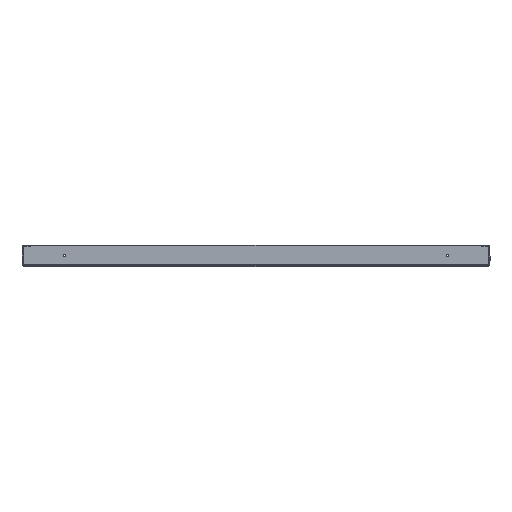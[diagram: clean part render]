
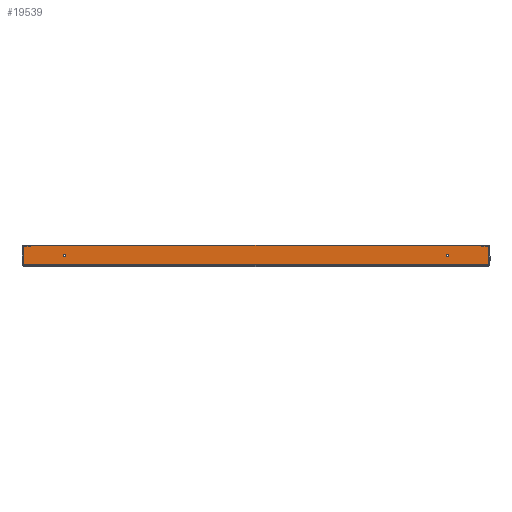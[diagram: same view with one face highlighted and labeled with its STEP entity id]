
A CAD part, front view. The second image highlights one B-rep face of the part: STEP entity #19539.
In plain terms, the highlighted planar face has unit normal (0, -1, 0).
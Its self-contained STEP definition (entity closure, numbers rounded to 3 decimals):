
#77 = CARTESIAN_POINT ( 'NONE',  ( 450., -900., 23.5 ) ) ;
#439 = AXIS2_PLACEMENT_3D ( 'NONE', #21924, #2051, #9017 ) ;
#615 = DIRECTION ( 'NONE',  ( 0., 0., 1. ) ) ;
#815 = EDGE_CURVE ( 'NONE', #25885, #24937, #3450, .T. ) ;
#1824 = FACE_BOUND ( 'NONE', #14916, .T. ) ;
#1875 = ORIENTED_EDGE ( 'NONE', *, *, #24621, .F. ) ;
#1894 = CARTESIAN_POINT ( 'NONE',  ( 546.929, -900., 3. ) ) ;
#2051 = DIRECTION ( 'NONE',  ( 0., 1., 0. ) ) ;
#2783 = CIRCLE ( 'NONE', #19003, 3. ) ;
#2924 = EDGE_CURVE ( 'NONE', #9824, #7004, #6242, .T. ) ;
#3222 = DIRECTION ( 'NONE',  ( -1., 0., 0. ) ) ;
#3450 = CIRCLE ( 'NONE', #15517, 1. ) ;
#3481 = VECTOR ( 'NONE', #3222, 1000. ) ;
#3886 = CARTESIAN_POINT ( 'NONE',  ( -550., -900., 3. ) ) ;
#4130 = CIRCLE ( 'NONE', #25416, 1. ) ;
#4963 = EDGE_CURVE ( 'NONE', #15512, #8467, #10700, .T. ) ;
#5350 = CARTESIAN_POINT ( 'NONE',  ( -450., -900., 20.5 ) ) ;
#5521 = VERTEX_POINT ( 'NONE', #11585 ) ;
#5543 = CIRCLE ( 'NONE', #439, 3. ) ;
#5971 = LINE ( 'NONE', #24641, #17960 ) ;
#6242 = CIRCLE ( 'NONE', #8550, 3. ) ;
#6478 = CARTESIAN_POINT ( 'NONE',  ( 545.929, -900., 47. ) ) ;
#6508 = DIRECTION ( 'NONE',  ( 0., -1., 0. ) ) ;
#7004 = VERTEX_POINT ( 'NONE', #5350 ) ;
#7119 = EDGE_CURVE ( 'NONE', #7944, #5521, #2783, .T. ) ;
#7480 = EDGE_CURVE ( 'NONE', #19755, #11740, #4130, .T. ) ;
#7944 = VERTEX_POINT ( 'NONE', #26688 ) ;
#8040 = ORIENTED_EDGE ( 'NONE', *, *, #2924, .T. ) ;
#8210 = DIRECTION ( 'NONE',  ( 0., 0., 1. ) ) ;
#8387 = CARTESIAN_POINT ( 'NONE',  ( -545.929, -900., 46. ) ) ;
#8467 = VERTEX_POINT ( 'NONE', #12833 ) ;
#8550 = AXIS2_PLACEMENT_3D ( 'NONE', #27652, #16769, #10092 ) ;
#8868 = ORIENTED_EDGE ( 'NONE', *, *, #7119, .T. ) ;
#9017 = DIRECTION ( 'NONE',  ( 0., 0., 1. ) ) ;
#9178 = DIRECTION ( 'NONE',  ( 0., 1., 0. ) ) ;
#9655 = CARTESIAN_POINT ( 'NONE',  ( -450., -900., 26.5 ) ) ;
#9759 = EDGE_LOOP ( 'NONE', ( #26495, #8868 ) ) ;
#9824 = VERTEX_POINT ( 'NONE', #9655 ) ;
#10092 = DIRECTION ( 'NONE',  ( 0., 0., 1. ) ) ;
#10295 = EDGE_CURVE ( 'NONE', #5521, #7944, #5543, .T. ) ;
#10700 = LINE ( 'NONE', #3886, #10887 ) ;
#10887 = VECTOR ( 'NONE', #15342, 1000. ) ;
#11067 = DIRECTION ( 'NONE',  ( 0., 0., 1. ) ) ;
#11585 = CARTESIAN_POINT ( 'NONE',  ( 450., -900., 26.5 ) ) ;
#11740 = VERTEX_POINT ( 'NONE', #6478 ) ;
#12038 = ORIENTED_EDGE ( 'NONE', *, *, #24299, .T. ) ;
#12277 = CARTESIAN_POINT ( 'NONE',  ( 0., -900., 0. ) ) ;
#12833 = CARTESIAN_POINT ( 'NONE',  ( -546.929, -900., 3. ) ) ;
#13696 = AXIS2_PLACEMENT_3D ( 'NONE', #12277, #23436, #8210 ) ;
#13807 = CARTESIAN_POINT ( 'NONE',  ( -450., -900., 23.5 ) ) ;
#14276 = CARTESIAN_POINT ( 'NONE',  ( 546.929, -900., 46. ) ) ;
#14460 = ORIENTED_EDGE ( 'NONE', *, *, #7480, .T. ) ;
#14729 = FACE_BOUND ( 'NONE', #9759, .T. ) ;
#14839 = LINE ( 'NONE', #26153, #22087 ) ;
#14916 = EDGE_LOOP ( 'NONE', ( #8040, #19911 ) ) ;
#15342 = DIRECTION ( 'NONE',  ( -1., 0., 0. ) ) ;
#15512 = VERTEX_POINT ( 'NONE', #1894 ) ;
#15517 = AXIS2_PLACEMENT_3D ( 'NONE', #8387, #6508, #16714 ) ;
#16475 = ORIENTED_EDGE ( 'NONE', *, *, #4963, .F. ) ;
#16714 = DIRECTION ( 'NONE',  ( 0., 0., 1. ) ) ;
#16769 = DIRECTION ( 'NONE',  ( 0., 1., 0. ) ) ;
#17409 = EDGE_CURVE ( 'NONE', #11740, #25885, #23100, .T. ) ;
#17482 = DIRECTION ( 'NONE',  ( 0., 1., 0. ) ) ;
#17633 = DIRECTION ( 'NONE',  ( 0., 0., 1. ) ) ;
#17960 = VECTOR ( 'NONE', #18002, 1000. ) ;
#18002 = DIRECTION ( 'NONE',  ( 0., 0., 1. ) ) ;
#19003 = AXIS2_PLACEMENT_3D ( 'NONE', #77, #17482, #17633 ) ;
#19539 = ADVANCED_FACE ( 'NONE', ( #1824, #14729, #28231 ), #21559, .F. ) ;
#19755 = VERTEX_POINT ( 'NONE', #14276 ) ;
#19911 = ORIENTED_EDGE ( 'NONE', *, *, #24417, .T. ) ;
#20148 = ORIENTED_EDGE ( 'NONE', *, *, #815, .T. ) ;
#20180 = ORIENTED_EDGE ( 'NONE', *, *, #17409, .T. ) ;
#21559 = PLANE ( 'NONE',  #13696 ) ;
#21924 = CARTESIAN_POINT ( 'NONE',  ( 450., -900., 23.5 ) ) ;
#22087 = VECTOR ( 'NONE', #11067, 1000. ) ;
#22271 = CARTESIAN_POINT ( 'NONE',  ( 0., -900., 47. ) ) ;
#22736 = CARTESIAN_POINT ( 'NONE',  ( -545.929, -900., 47. ) ) ;
#23014 = CARTESIAN_POINT ( 'NONE',  ( -546.929, -900., 46. ) ) ;
#23100 = LINE ( 'NONE', #22271, #3481 ) ;
#23436 = DIRECTION ( 'NONE',  ( 0., 1., 0. ) ) ;
#23810 = DIRECTION ( 'NONE',  ( 0., -1., 0. ) ) ;
#24095 = DIRECTION ( 'NONE',  ( 0., 0., 1. ) ) ;
#24299 = EDGE_CURVE ( 'NONE', #15512, #19755, #14839, .T. ) ;
#24417 = EDGE_CURVE ( 'NONE', #7004, #9824, #25784, .T. ) ;
#24621 = EDGE_CURVE ( 'NONE', #8467, #24937, #5971, .T. ) ;
#24641 = CARTESIAN_POINT ( 'NONE',  ( -546.929, -900., 0. ) ) ;
#24937 = VERTEX_POINT ( 'NONE', #23014 ) ;
#25416 = AXIS2_PLACEMENT_3D ( 'NONE', #26292, #23810, #24095 ) ;
#25784 = CIRCLE ( 'NONE', #27646, 3. ) ;
#25885 = VERTEX_POINT ( 'NONE', #22736 ) ;
#26153 = CARTESIAN_POINT ( 'NONE',  ( 546.929, -900., 0. ) ) ;
#26292 = CARTESIAN_POINT ( 'NONE',  ( 545.929, -900., 46. ) ) ;
#26326 = EDGE_LOOP ( 'NONE', ( #20180, #20148, #1875, #16475, #12038, #14460 ) ) ;
#26495 = ORIENTED_EDGE ( 'NONE', *, *, #10295, .T. ) ;
#26688 = CARTESIAN_POINT ( 'NONE',  ( 450., -900., 20.5 ) ) ;
#27646 = AXIS2_PLACEMENT_3D ( 'NONE', #13807, #9178, #615 ) ;
#27652 = CARTESIAN_POINT ( 'NONE',  ( -450., -900., 23.5 ) ) ;
#28231 = FACE_OUTER_BOUND ( 'NONE', #26326, .T. ) ;
